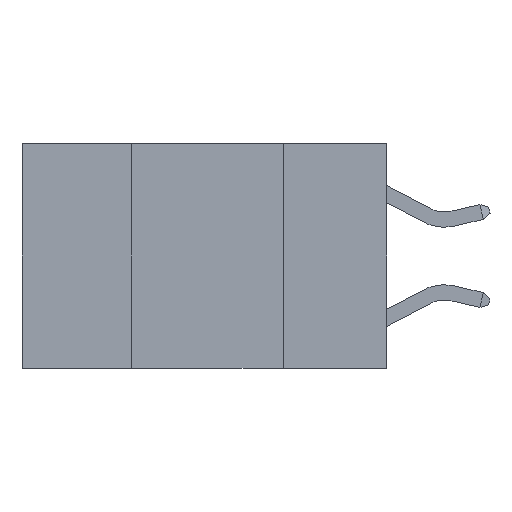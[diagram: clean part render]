
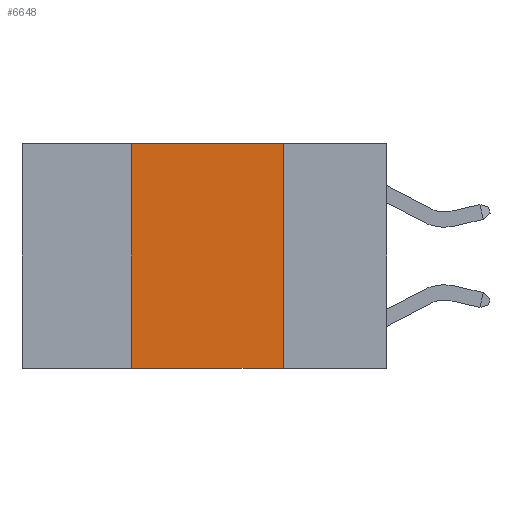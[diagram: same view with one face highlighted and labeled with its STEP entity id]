
A CAD part, left-side view. The second image highlights one B-rep face of the part: STEP entity #6648.
In plain terms, the highlighted planar face has unit normal (-1, 0, 0).
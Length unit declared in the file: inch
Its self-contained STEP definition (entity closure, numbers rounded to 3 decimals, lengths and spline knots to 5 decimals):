
#818 = DIRECTION ( 'NONE',  ( 0., 0., -1. ) ) ;
#1172 = EDGE_CURVE ( 'NONE', #31550, #26068, #4392, .T. ) ;
#1734 = EDGE_CURVE ( 'NONE', #11924, #17073, #14302, .T. ) ;
#1843 = ORIENTED_EDGE ( 'NONE', *, *, #1172, .F. ) ;
#4260 = DIRECTION ( 'NONE',  ( 0., -1., 0. ) ) ;
#4392 = LINE ( 'NONE', #31423, #28780 ) ;
#5209 = VECTOR ( 'NONE', #14531, 39.37008 ) ;
#6648 = ADVANCED_FACE ( 'NONE', ( #20712 ), #19906, .F. ) ;
#7011 = VECTOR ( 'NONE', #4260, 39.37008 ) ;
#7177 = DIRECTION ( 'NONE',  ( 0., -1., 0. ) ) ;
#8106 = CARTESIAN_POINT ( 'NONE',  ( 0., 0.17, 0. ) ) ;
#8356 = ORIENTED_EDGE ( 'NONE', *, *, #10614, .F. ) ;
#8843 = CARTESIAN_POINT ( 'NONE',  ( 0., 0.17, -0.37 ) ) ;
#9867 = AXIS2_PLACEMENT_3D ( 'NONE', #24770, #29614, #15100 ) ;
#10153 = VECTOR ( 'NONE', #818, 39.37008 ) ;
#10614 = EDGE_CURVE ( 'NONE', #11924, #31550, #11728, .T. ) ;
#11728 = LINE ( 'NONE', #14425, #5209 ) ;
#11924 = VERTEX_POINT ( 'NONE', #24370 ) ;
#14009 = CARTESIAN_POINT ( 'NONE',  ( 0., 0.6, -0.37 ) ) ;
#14302 = LINE ( 'NONE', #14009, #7011 ) ;
#14425 = CARTESIAN_POINT ( 'NONE',  ( 0., 0.42, 0. ) ) ;
#14442 = CARTESIAN_POINT ( 'NONE',  ( 0., 0.42, 0. ) ) ;
#14531 = DIRECTION ( 'NONE',  ( 0., 0., 1. ) ) ;
#15100 = DIRECTION ( 'NONE',  ( 0., 0., -1. ) ) ;
#16676 = LINE ( 'NONE', #8106, #10153 ) ;
#17073 = VERTEX_POINT ( 'NONE', #8843 ) ;
#19094 = ORIENTED_EDGE ( 'NONE', *, *, #29707, .F. ) ;
#19906 = PLANE ( 'NONE',  #9867 ) ;
#20712 = FACE_OUTER_BOUND ( 'NONE', #28344, .T. ) ;
#21376 = ORIENTED_EDGE ( 'NONE', *, *, #1734, .T. ) ;
#24370 = CARTESIAN_POINT ( 'NONE',  ( 0., 0.42, -0.37 ) ) ;
#24770 = CARTESIAN_POINT ( 'NONE',  ( 0., 0.6, 0. ) ) ;
#25602 = CARTESIAN_POINT ( 'NONE',  ( 0., 0.17, 0. ) ) ;
#26068 = VERTEX_POINT ( 'NONE', #25602 ) ;
#28344 = EDGE_LOOP ( 'NONE', ( #19094, #1843, #8356, #21376 ) ) ;
#28780 = VECTOR ( 'NONE', #7177, 39.37008 ) ;
#29614 = DIRECTION ( 'NONE',  ( 1., 0., 0. ) ) ;
#29707 = EDGE_CURVE ( 'NONE', #26068, #17073, #16676, .T. ) ;
#31423 = CARTESIAN_POINT ( 'NONE',  ( 0., 0.6, 0. ) ) ;
#31550 = VERTEX_POINT ( 'NONE', #14442 ) ;
